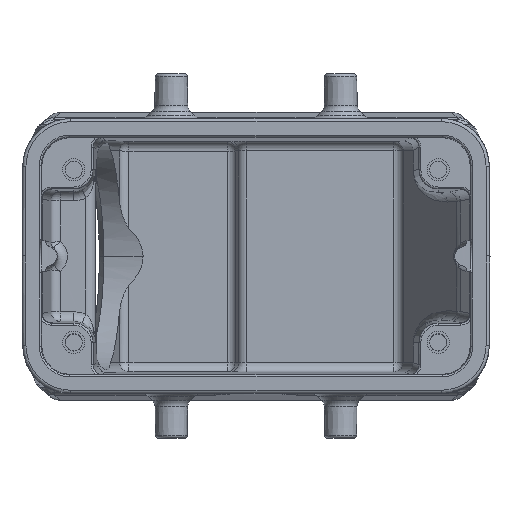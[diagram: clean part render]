
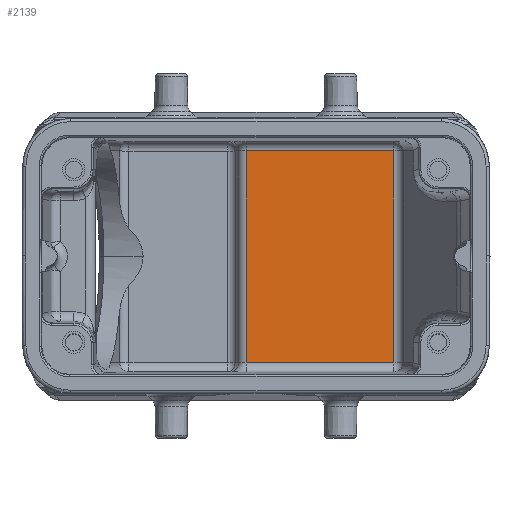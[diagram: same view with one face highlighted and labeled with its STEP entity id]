
A CAD part, top view. The second image highlights one B-rep face of the part: STEP entity #2139.
In plain terms, the highlighted planar face has unit normal (0, 0, 1).
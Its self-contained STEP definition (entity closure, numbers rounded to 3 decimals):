
#2139=ADVANCED_FACE('',(#3133),#2520,.F.);
#2520=PLANE('',#12918);
#3133=FACE_OUTER_BOUND('',#3871,.T.);
#3871=EDGE_LOOP('',(#6736,#6737,#6738,#6739));
#6736=ORIENTED_EDGE('',*,*,#10194,.T.);
#6737=ORIENTED_EDGE('',*,*,#10199,.T.);
#6738=ORIENTED_EDGE('',*,*,#10200,.T.);
#6739=ORIENTED_EDGE('',*,*,#10201,.T.);
#8402=VERTEX_POINT('',#23121);
#8574=VERTEX_POINT('',#24498);
#8575=VERTEX_POINT('',#24502);
#8577=VERTEX_POINT('',#24513);
#10194=EDGE_CURVE('',#8574,#8575,#11109,.T.);
#10199=EDGE_CURVE('',#8575,#8402,#11111,.T.);
#10200=EDGE_CURVE('',#8402,#8577,#11112,.T.);
#10201=EDGE_CURVE('',#8577,#8574,#11113,.T.);
#11109=LINE('',#24501,#11880);
#11111=LINE('',#24510,#11882);
#11112=LINE('',#24512,#11883);
#11113=LINE('',#24514,#11884);
#11880=VECTOR('',#15225,1.);
#11882=VECTOR('',#15237,1.);
#11883=VECTOR('',#15240,1.);
#11884=VECTOR('',#15241,1.);
#12918=AXIS2_PLACEMENT_3D('',#24515,#15242,#15243);
#15225=DIRECTION('',(0.,1.,0.));
#15237=DIRECTION('',(-1.,0.,0.));
#15240=DIRECTION('',(0.,-1.,0.));
#15241=DIRECTION('',(1.,0.,0.));
#15242=DIRECTION('',(0.,0.,-1.));
#15243=DIRECTION('',(-1.,0.,0.));
#23121=CARTESIAN_POINT('',(-1.493,16.546,-65.));
#24498=CARTESIAN_POINT('',(21.573,-16.546,-65.));
#24501=CARTESIAN_POINT('',(21.573,-16.546,-65.));
#24502=CARTESIAN_POINT('',(21.573,16.546,-65.));
#24510=CARTESIAN_POINT('',(21.573,16.546,-65.));
#24512=CARTESIAN_POINT('',(-1.493,16.546,-65.));
#24513=CARTESIAN_POINT('',(-1.493,-16.546,-65.));
#24514=CARTESIAN_POINT('',(-1.493,-16.546,-65.));
#24515=CARTESIAN_POINT('',(22.724,-18.6,-65.));
